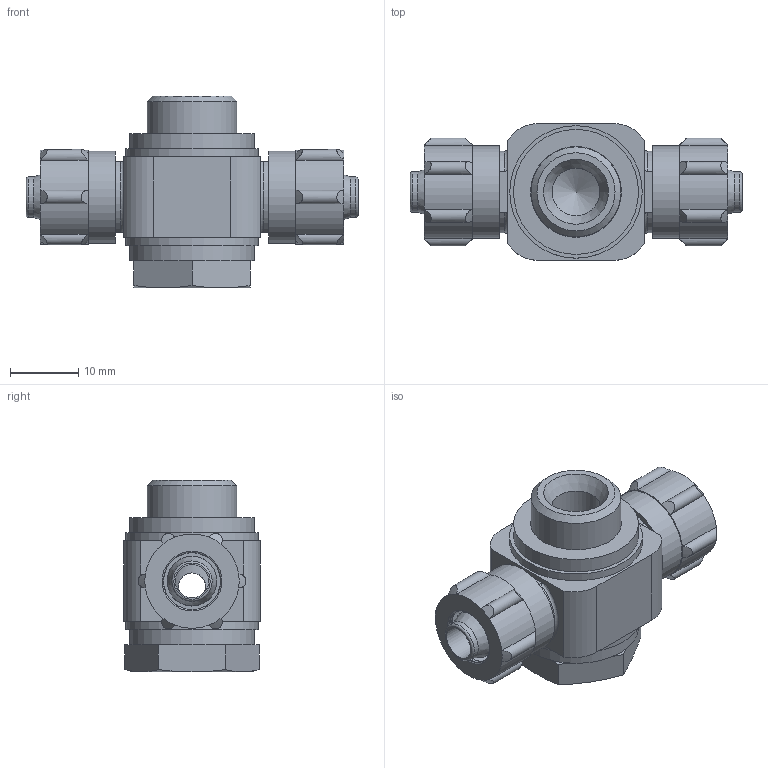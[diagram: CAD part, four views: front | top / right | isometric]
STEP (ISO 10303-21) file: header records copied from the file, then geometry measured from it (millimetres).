
FILE_DESCRIPTION(/* description */ ('STEP AP214'),/* implementation_level */ '2;1');
FILE_NAME(/* name */ '4488_TCK-1_4-PK-6',/* time_stamp */ '2024-09-15T15:26:31+02:00',/* author */ ('License CC BY-ND 4.0'),/* organization */ ('CADENAS'),/* preprocessor_version */ 'ST-DEVELOPER v19.3',/* originating_system */ 'PARTsolutions',/* authorisation */ ' ');
FILE_SCHEMA (('AUTOMOTIVE_DESIGN {1 0 10303 214 3 1 1}'));
Length unit declared in the file: millimetre
Products named in the file (6): 4488 TCK-1/4-PK-6; 4488 TCK-1/4-PK-6_D; 721328 TCK-1/4-PK-6; 531772 OK-1/4; 2973 HL-1/4; 2966 MCK-PK-6
Assembly tree (7 placements, depth 2):
  4488 TCK-1/4-PK-6
    4488 TCK-1/4-PK-6_D
    721328 TCK-1/4-PK-6
    531772 OK-1/4  x2
    2973 HL-1/4
    2966 MCK-PK-6  x2
Bounding box: 48.6 x 20 x 28.1 mm (x, y, z)
Volume: 9683 mm3; surface area: 8545.7 mm2
Topology: 6 solids, 6 shells, 157 faces, 325 edges, 191 vertices
Faces by surface type: cylinder 59, cone 45, plane 39, torus 14
Full cylindrical faces by diameter (mm): 4 x2, 4.9 x2, 5.9 x2, 6.8 x2, 7 x1, 7.3 x2, 8.3 x2, 10.917 x2, 11.3 x1, 13.1 x1, 13.157 x1, 13.3 x3, 13.5 x2, 18.3 x2, 19.4 x2
Entity records: 3262 total; most frequent: CARTESIAN_POINT 749, DIRECTION 512, ORIENTED_EDGE 410, AXIS2_PLACEMENT_3D 228, EDGE_CURVE 205, FACE_BOUND 181, EDGE_LOOP 180, VERTEX_POINT 146
